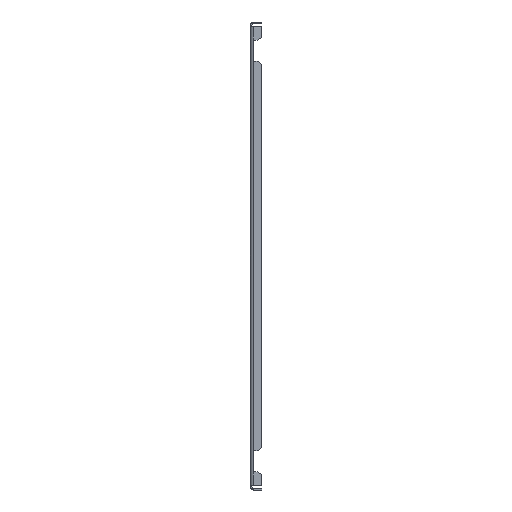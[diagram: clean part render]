
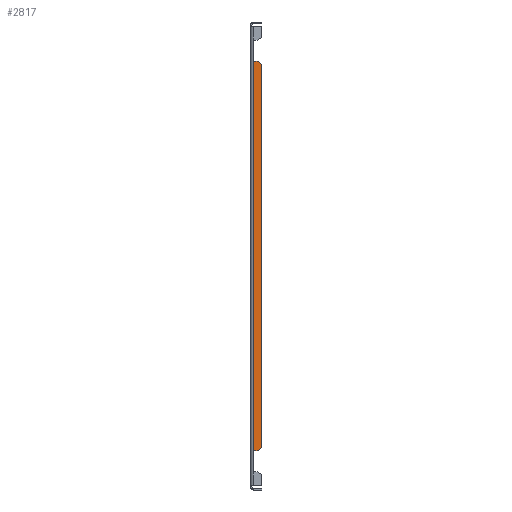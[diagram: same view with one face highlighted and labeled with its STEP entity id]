
A CAD part, left-side view. The second image highlights one B-rep face of the part: STEP entity #2817.
In plain terms, the highlighted planar face has unit normal (-1, 0, 0).
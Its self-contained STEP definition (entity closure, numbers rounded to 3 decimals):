
#19 = CARTESIAN_POINT ( 'NONE',  ( -223.5, -10., -196.346 ) ) ;
#28 = EDGE_CURVE ( 'NONE', #3237, #1549, #2682, .T. ) ;
#29 = VECTOR ( 'NONE', #331, 1000. ) ;
#44 = CIRCLE ( 'NONE', #919, 5. ) ;
#81 = EDGE_CURVE ( 'NONE', #3578, #832, #1628, .T. ) ;
#102 = CARTESIAN_POINT ( 'NONE',  ( -223.5, -3., 166.5 ) ) ;
#117 = CARTESIAN_POINT ( 'NONE',  ( -223.5, -3., -166.5 ) ) ;
#120 = VECTOR ( 'NONE', #259, 1000. ) ;
#220 = DIRECTION ( 'NONE',  ( 0., -1., 0. ) ) ;
#241 = DIRECTION ( 'NONE',  ( 0., -1., 0. ) ) ;
#259 = DIRECTION ( 'NONE',  ( 0., 0., -1. ) ) ;
#331 = DIRECTION ( 'NONE',  ( 0., 0., -1. ) ) ;
#584 = CARTESIAN_POINT ( 'NONE',  ( -223.5, -5., -166.5 ) ) ;
#656 = FACE_OUTER_BOUND ( 'NONE', #2294, .T. ) ;
#807 = VERTEX_POINT ( 'NONE', #3581 ) ;
#832 = VERTEX_POINT ( 'NONE', #3339 ) ;
#843 = EDGE_CURVE ( 'NONE', #3237, #832, #936, .T. ) ;
#919 = AXIS2_PLACEMENT_3D ( 'NONE', #1783, #1721, #220 ) ;
#936 = LINE ( 'NONE', #1496, #1879 ) ;
#1034 = AXIS2_PLACEMENT_3D ( 'NONE', #3664, #2761, #1885 ) ;
#1187 = VERTEX_POINT ( 'NONE', #584 ) ;
#1398 = EDGE_CURVE ( 'NONE', #3578, #807, #1854, .T. ) ;
#1496 = CARTESIAN_POINT ( 'NONE',  ( -223.5, 220.693, 166.5 ) ) ;
#1549 = VERTEX_POINT ( 'NONE', #117 ) ;
#1628 = CIRCLE ( 'NONE', #2873, 5. ) ;
#1721 = DIRECTION ( 'NONE',  ( -1., 0., 0. ) ) ;
#1738 = CARTESIAN_POINT ( 'NONE',  ( -223.5, -5., 161.5 ) ) ;
#1783 = CARTESIAN_POINT ( 'NONE',  ( -223.5, -5., -161.5 ) ) ;
#1854 = LINE ( 'NONE', #19, #29 ) ;
#1879 = VECTOR ( 'NONE', #3598, 1000. ) ;
#1885 = DIRECTION ( 'NONE',  ( 0., 0., 1. ) ) ;
#1901 = ORIENTED_EDGE ( 'NONE', *, *, #1961, .F. ) ;
#1961 = EDGE_CURVE ( 'NONE', #1187, #1549, #2529, .T. ) ;
#2180 = PLANE ( 'NONE',  #1034 ) ;
#2238 = CARTESIAN_POINT ( 'NONE',  ( -223.5, 220.693, -166.5 ) ) ;
#2247 = ORIENTED_EDGE ( 'NONE', *, *, #843, .F. ) ;
#2294 = EDGE_LOOP ( 'NONE', ( #2906, #3311, #2247, #3555, #1901, #3580 ) ) ;
#2423 = VECTOR ( 'NONE', #3528, 1000. ) ;
#2529 = LINE ( 'NONE', #2238, #2423 ) ;
#2682 = LINE ( 'NONE', #3224, #120 ) ;
#2761 = DIRECTION ( 'NONE',  ( -1., 0., 0. ) ) ;
#2790 = CARTESIAN_POINT ( 'NONE',  ( -223.5, -10., 161.5 ) ) ;
#2817 = ADVANCED_FACE ( 'NONE', ( #656 ), #2180, .T. ) ;
#2873 = AXIS2_PLACEMENT_3D ( 'NONE', #1738, #2933, #241 ) ;
#2906 = ORIENTED_EDGE ( 'NONE', *, *, #1398, .F. ) ;
#2933 = DIRECTION ( 'NONE',  ( -1., 0., 0. ) ) ;
#3197 = EDGE_CURVE ( 'NONE', #1187, #807, #44, .T. ) ;
#3224 = CARTESIAN_POINT ( 'NONE',  ( -223.5, -3., 0. ) ) ;
#3237 = VERTEX_POINT ( 'NONE', #102 ) ;
#3311 = ORIENTED_EDGE ( 'NONE', *, *, #81, .T. ) ;
#3339 = CARTESIAN_POINT ( 'NONE',  ( -223.5, -5., 166.5 ) ) ;
#3528 = DIRECTION ( 'NONE',  ( 0., 1., 0. ) ) ;
#3555 = ORIENTED_EDGE ( 'NONE', *, *, #28, .T. ) ;
#3578 = VERTEX_POINT ( 'NONE', #2790 ) ;
#3580 = ORIENTED_EDGE ( 'NONE', *, *, #3197, .T. ) ;
#3581 = CARTESIAN_POINT ( 'NONE',  ( -223.5, -10., -161.5 ) ) ;
#3598 = DIRECTION ( 'NONE',  ( 0., -1., 0. ) ) ;
#3664 = CARTESIAN_POINT ( 'NONE',  ( -223.5, 220.693, 0. ) ) ;
